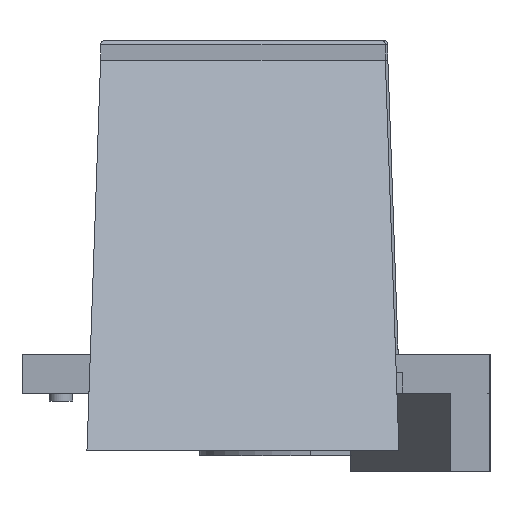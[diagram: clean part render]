
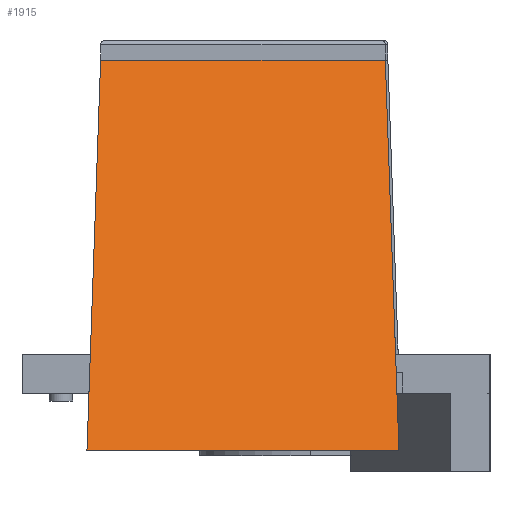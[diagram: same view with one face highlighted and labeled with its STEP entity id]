
A CAD part, left-side view. The second image highlights one B-rep face of the part: STEP entity #1915.
In plain terms, the highlighted planar face has unit normal (-0.928, 0, 0.371).
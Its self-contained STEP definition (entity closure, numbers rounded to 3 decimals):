
#1630 = VERTEX_POINT('',#1631);
#1631 = CARTESIAN_POINT('',(0.,36.5,100.));
#1637 = EDGE_CURVE('',#1638,#1630,#1640,.T.);
#1638 = VERTEX_POINT('',#1639);
#1639 = CARTESIAN_POINT('',(0.,-36.5,100.));
#1640 = LINE('',#1641,#1642);
#1641 = CARTESIAN_POINT('',(0.,-40.,100.));
#1642 = VECTOR('',#1643,1.);
#1643 = DIRECTION('',(0.,1.,0.));
#1839 = EDGE_CURVE('',#1638,#1840,#1842,.T.);
#1840 = VERTEX_POINT('',#1841);
#1841 = CARTESIAN_POINT('',(-40.,-40.,0.));
#1842 = LINE('',#1843,#1844);
#1843 = CARTESIAN_POINT('',(-17.244,-38.009,
    56.889));
#1844 = VECTOR('',#1845,1.);
#1845 = DIRECTION('',(-0.371,-0.032,
    -0.928));
#1915 = ADVANCED_FACE('',(#1916),#1934,.F.);
#1916 = FACE_BOUND('',#1917,.F.);
#1917 = EDGE_LOOP('',(#1918,#1926,#1932,#1933));
#1918 = ORIENTED_EDGE('',*,*,#1919,.F.);
#1919 = EDGE_CURVE('',#1920,#1840,#1922,.T.);
#1920 = VERTEX_POINT('',#1921);
#1921 = CARTESIAN_POINT('',(-40.,40.,0.));
#1922 = LINE('',#1923,#1924);
#1923 = CARTESIAN_POINT('',(-40.,40.,0.));
#1924 = VECTOR('',#1925,1.);
#1925 = DIRECTION('',(0.,-1.,0.));
#1926 = ORIENTED_EDGE('',*,*,#1927,.T.);
#1927 = EDGE_CURVE('',#1920,#1630,#1928,.T.);
#1928 = LINE('',#1929,#1930);
#1929 = CARTESIAN_POINT('',(-34.006,39.476,
    14.984));
#1930 = VECTOR('',#1931,1.);
#1931 = DIRECTION('',(0.371,-0.032,0.928)
  );
#1932 = ORIENTED_EDGE('',*,*,#1637,.F.);
#1933 = ORIENTED_EDGE('',*,*,#1839,.T.);
#1934 = PLANE('',#1935);
#1935 = AXIS2_PLACEMENT_3D('',#1936,#1937,#1938);
#1936 = CARTESIAN_POINT('',(-40.,-40.,0.));
#1937 = DIRECTION('',(0.928,0.,-0.371
    ));
#1938 = DIRECTION('',(0.371,0.,0.928)
  );
